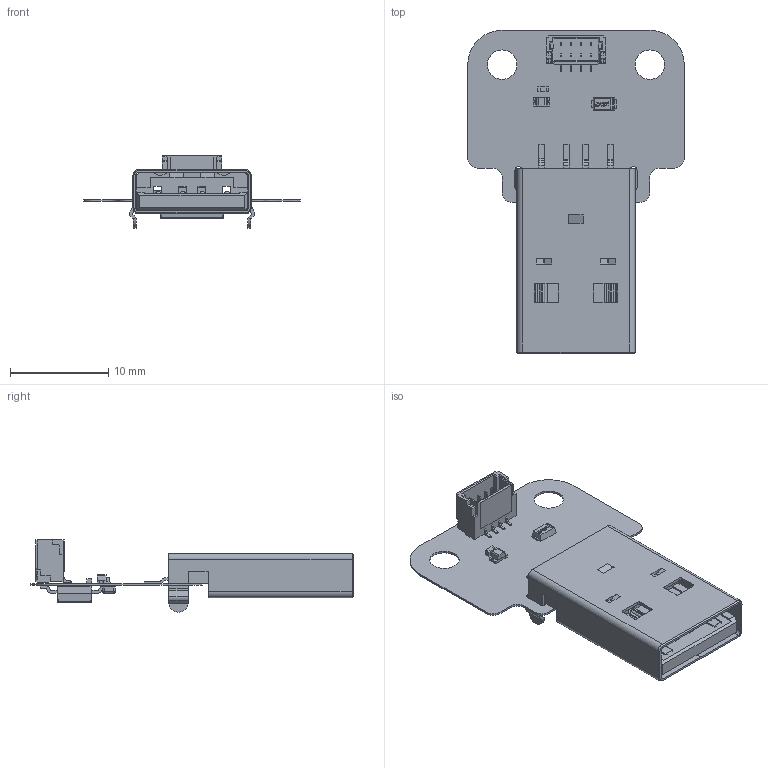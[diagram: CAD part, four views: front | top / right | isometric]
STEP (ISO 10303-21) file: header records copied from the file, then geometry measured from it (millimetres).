
FILE_DESCRIPTION(('Open CASCADE Model'),'2;1');
FILE_NAME('Open CASCADE Shape Model','2025-10-17T08:03:14',('Author'),( 'Open CASCADE'),'Open CASCADE STEP processor 7.5','Open CASCADE 7.5' ,'Unknown');
FILE_SCHEMA(('AUTOMOTIVE_DESIGN { 1 0 10303 214 1 1 1 1 }'));
Length unit declared in the file: millimetre
Products named in the file (36): PCB; Board; Open CASCADE STEP translator 7.5 2.1.1; J1; USB1061-GF-L-A; USB1061-GF-L-A_PART5; USB1061-GF-L-A_PART4; USB1061-GF-L-A_PART3; USB1061-GF-L-A_PART2; USB1061-GF-L-A_PART1; 6053809440; Extruded; R3; 6053807520; 6053809040; PWR; 0603 LED Red; Pad; Pad005; Pad001; Pad004; Pad003; Lens; D; DUELink-Connector-BM04B-SRSS-TB; IC1; SOT-223; D1; User Library-MicroSMP-1; User Library-MicroSMP-1_Body; User Library-MicroSMP-1_Pins; C2; 0805 SMD Capacitor; C1
Assembly tree (37 placements, depth 4):
  PCB
    Board
      Open CASCADE STEP translator 7.5 2.1.1
    J1
      USB1061-GF-L-A
        USB1061-GF-L-A_PART5
        USB1061-GF-L-A_PART4
        USB1061-GF-L-A_PART3
        USB1061-GF-L-A_PART2
        USB1061-GF-L-A_PART1
      6053809440
        Extruded
    R3
      6053807520  x2
        Extruded
      6053809040
        Extruded
    PWR
      0603 LED Red
        Pad
        Pad005
        Pad001
        Pad004
        Pad003
        Lens
    D
      DUELink-Connector-BM04B-SRSS-TB
    IC1
      SOT-223
    D1
      User Library-MicroSMP-1
        User Library-MicroSMP-1_Body
        User Library-MicroSMP-1_Pins
    C2
      0805 SMD Capacitor
    C1
      0805 SMD Capacitor
Bounding box: 22 x 32.87 x 7.32 mm (x, y, z)
Volume: 829 mm3; surface area: 2539.6 mm2
Topology: 39 solids, 39 shells, 1241 faces, 4675 edges, 4928 vertices
Faces by surface type: plane 864, cylinder 244, bspline 103, sphere 24, cone 6
Full cylindrical faces by diameter (mm): 0.7 x4, 1 x2, 1.244 x2, 3 x2
Entity records: 57818 total; most frequent: CARTESIAN_POINT 14399, DIRECTION 7037, ORIENTED_EDGE 6010, LINE 3747, VECTOR 3747, EDGE_CURVE 3005, VERTEX_POINT 1940, AXIS2_PLACEMENT_3D 1645
